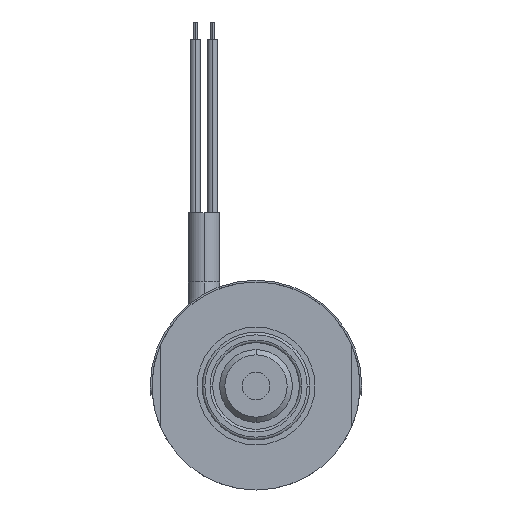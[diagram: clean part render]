
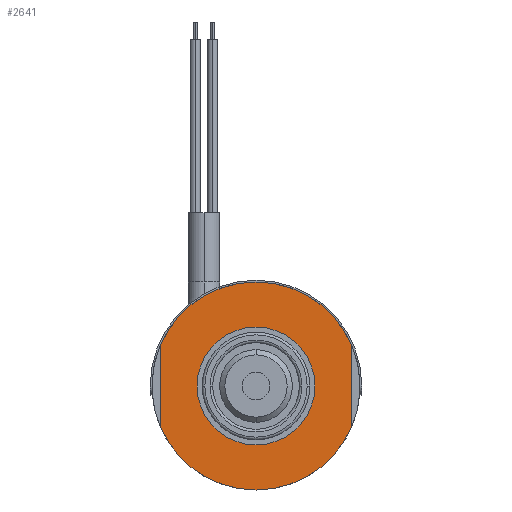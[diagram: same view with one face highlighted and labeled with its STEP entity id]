
A CAD part, front view. The second image highlights one B-rep face of the part: STEP entity #2641.
In plain terms, the highlighted planar face has unit normal (0, -1, 0).
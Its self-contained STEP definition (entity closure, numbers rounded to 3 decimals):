
#16 = CARTESIAN_POINT ( 'NONE',  ( 0., 0., 0. ) ) ;
#302 = ORIENTED_EDGE ( 'NONE', *, *, #6054, .F. ) ;
#362 = FACE_BOUND ( 'NONE', #1019, .T. ) ;
#407 = DIRECTION ( 'NONE',  ( 0., -1., 0. ) ) ;
#444 = DIRECTION ( 'NONE',  ( 0., 1., 0. ) ) ;
#509 = DIRECTION ( 'NONE',  ( 0., 0., 1. ) ) ;
#560 = CIRCLE ( 'NONE', #2266, 30. ) ;
#628 = VERTEX_POINT ( 'NONE', #5638 ) ;
#705 = ORIENTED_EDGE ( 'NONE', *, *, #1439, .F. ) ;
#723 = LINE ( 'NONE', #4027, #3125 ) ;
#839 = CIRCLE ( 'NONE', #3359, 30. ) ;
#891 = EDGE_CURVE ( 'NONE', #2341, #4400, #723, .T. ) ;
#946 = AXIS2_PLACEMENT_3D ( 'NONE', #983, #4303, #1453 ) ;
#983 = CARTESIAN_POINT ( 'NONE',  ( 0., 0., 0. ) ) ;
#1019 = EDGE_LOOP ( 'NONE', ( #3959, #1076 ) ) ;
#1076 = ORIENTED_EDGE ( 'NONE', *, *, #5204, .F. ) ;
#1376 = AXIS2_PLACEMENT_3D ( 'NONE', #3293, #407, #3750 ) ;
#1439 = EDGE_CURVE ( 'NONE', #6081, #3211, #3746, .T. ) ;
#1447 = ORIENTED_EDGE ( 'NONE', *, *, #6012, .F. ) ;
#1453 = DIRECTION ( 'NONE',  ( 0., 0., 1. ) ) ;
#1492 = CARTESIAN_POINT ( 'NONE',  ( 27.5, 0., 11.99 ) ) ;
#1597 = DIRECTION ( 'NONE',  ( 0., 0., -1. ) ) ;
#1661 = DIRECTION ( 'NONE',  ( 0., 0., 1. ) ) ;
#1733 = CARTESIAN_POINT ( 'NONE',  ( 0., 0., 30. ) ) ;
#1773 = VERTEX_POINT ( 'NONE', #4385 ) ;
#1795 = CARTESIAN_POINT ( 'NONE',  ( -27.5, 0., -11.99 ) ) ;
#2065 = CARTESIAN_POINT ( 'NONE',  ( 0., 0., 0. ) ) ;
#2193 = CARTESIAN_POINT ( 'NONE',  ( 0., 0., 0. ) ) ;
#2266 = AXIS2_PLACEMENT_3D ( 'NONE', #3324, #444, #3787 ) ;
#2279 = VERTEX_POINT ( 'NONE', #5932 ) ;
#2309 = CARTESIAN_POINT ( 'NONE',  ( 0., 0., 0. ) ) ;
#2341 = VERTEX_POINT ( 'NONE', #1795 ) ;
#2546 = DIRECTION ( 'NONE',  ( 0., 0., 1. ) ) ;
#2588 = CIRCLE ( 'NONE', #5089, 17. ) ;
#2641 = ADVANCED_FACE ( 'NONE', ( #3739, #362 ), #3257, .F. ) ;
#2675 = DIRECTION ( 'NONE',  ( 0., 0., 1. ) ) ;
#2771 = ORIENTED_EDGE ( 'NONE', *, *, #891, .F. ) ;
#2788 = DIRECTION ( 'NONE',  ( 0., 0., 1. ) ) ;
#2938 = EDGE_CURVE ( 'NONE', #3211, #2279, #4370, .T. ) ;
#3125 = VECTOR ( 'NONE', #1661, 1000. ) ;
#3211 = VERTEX_POINT ( 'NONE', #4022 ) ;
#3257 = PLANE ( 'NONE',  #3853 ) ;
#3267 = CIRCLE ( 'NONE', #1376, 17. ) ;
#3278 = CIRCLE ( 'NONE', #3944, 30. ) ;
#3293 = CARTESIAN_POINT ( 'NONE',  ( 0., 0., 0. ) ) ;
#3324 = CARTESIAN_POINT ( 'NONE',  ( 0., 0., 0. ) ) ;
#3359 = AXIS2_PLACEMENT_3D ( 'NONE', #16, #3384, #509 ) ;
#3384 = DIRECTION ( 'NONE',  ( 0., 1., 0. ) ) ;
#3549 = ORIENTED_EDGE ( 'NONE', *, *, #4405, .F. ) ;
#3739 = FACE_OUTER_BOUND ( 'NONE', #6076, .T. ) ;
#3746 = LINE ( 'NONE', #4920, #5779 ) ;
#3750 = DIRECTION ( 'NONE',  ( 0., 0., 1. ) ) ;
#3787 = DIRECTION ( 'NONE',  ( 0., 0., 1. ) ) ;
#3853 = AXIS2_PLACEMENT_3D ( 'NONE', #2309, #5588, #2788 ) ;
#3896 = EDGE_CURVE ( 'NONE', #1773, #628, #3267, .T. ) ;
#3944 = AXIS2_PLACEMENT_3D ( 'NONE', #2193, #5476, #2675 ) ;
#3959 = ORIENTED_EDGE ( 'NONE', *, *, #3896, .F. ) ;
#3982 = CARTESIAN_POINT ( 'NONE',  ( -27.5, 0., 11.99 ) ) ;
#4022 = CARTESIAN_POINT ( 'NONE',  ( 27.5, 0., -11.99 ) ) ;
#4027 = CARTESIAN_POINT ( 'NONE',  ( -27.5, 0., 11.99 ) ) ;
#4038 = VERTEX_POINT ( 'NONE', #1733 ) ;
#4303 = DIRECTION ( 'NONE',  ( 0., 1., 0. ) ) ;
#4370 = CIRCLE ( 'NONE', #946, 30. ) ;
#4385 = CARTESIAN_POINT ( 'NONE',  ( 0., 0., 17. ) ) ;
#4400 = VERTEX_POINT ( 'NONE', #3982 ) ;
#4405 = EDGE_CURVE ( 'NONE', #2279, #2341, #3278, .T. ) ;
#4920 = CARTESIAN_POINT ( 'NONE',  ( 27.5, 0., 11.99 ) ) ;
#4964 = ORIENTED_EDGE ( 'NONE', *, *, #2938, .F. ) ;
#5089 = AXIS2_PLACEMENT_3D ( 'NONE', #2065, #5343, #2546 ) ;
#5204 = EDGE_CURVE ( 'NONE', #628, #1773, #2588, .T. ) ;
#5343 = DIRECTION ( 'NONE',  ( 0., -1., 0. ) ) ;
#5476 = DIRECTION ( 'NONE',  ( 0., 1., 0. ) ) ;
#5588 = DIRECTION ( 'NONE',  ( 0., 1., 0. ) ) ;
#5638 = CARTESIAN_POINT ( 'NONE',  ( 0., 0., -17. ) ) ;
#5779 = VECTOR ( 'NONE', #1597, 1000. ) ;
#5932 = CARTESIAN_POINT ( 'NONE',  ( 0., 0., -30. ) ) ;
#6012 = EDGE_CURVE ( 'NONE', #4038, #6081, #560, .T. ) ;
#6054 = EDGE_CURVE ( 'NONE', #4400, #4038, #839, .T. ) ;
#6076 = EDGE_LOOP ( 'NONE', ( #4964, #705, #1447, #302, #2771, #3549 ) ) ;
#6081 = VERTEX_POINT ( 'NONE', #1492 ) ;
